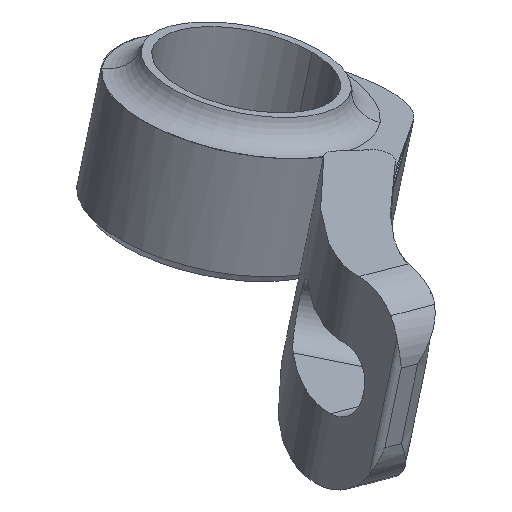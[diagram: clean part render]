
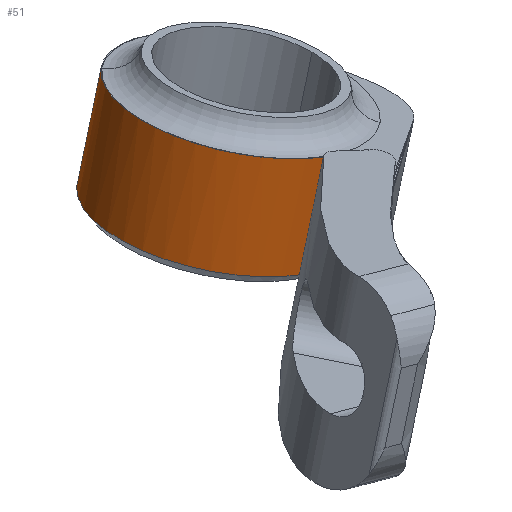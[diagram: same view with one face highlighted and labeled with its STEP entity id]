
A CAD part, isometric view. The second image highlights one B-rep face of the part: STEP entity #51.
In plain terms, the highlighted cylindrical face has radius 4 mm (diameter 8 mm), a partial arc.
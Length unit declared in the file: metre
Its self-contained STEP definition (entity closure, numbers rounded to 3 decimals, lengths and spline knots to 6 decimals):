
#51=ADVANCED_FACE('0:417',(#90),#91,.T.);
#90=FACE_OUTER_BOUND('',#170,.T.);
#91=CYLINDRICAL_SURFACE('',#171,0.004);
#170=EDGE_LOOP('',(#369,#370,#371,#372,#373));
#171=AXIS2_PLACEMENT_3D('',#374,#375,#376);
#369=ORIENTED_EDGE('',*,*,#666,.F.);
#370=ORIENTED_EDGE('',*,*,#667,.T.);
#371=ORIENTED_EDGE('',*,*,#668,.T.);
#372=ORIENTED_EDGE('',*,*,#669,.F.);
#373=ORIENTED_EDGE('',*,*,#670,.F.);
#374=CARTESIAN_POINT('',(0.01058,0.012119,0.000456));
#375=DIRECTION('',(-0.259,0.,-0.966));
#376=DIRECTION('',(-0.627,0.761,0.168));
#666=EDGE_CURVE('',#769,#770,#771,.T.);
#667=EDGE_CURVE('0:1533',#769,#772,#773,.T.);
#668=EDGE_CURVE('0:1533',#772,#774,#775,.T.);
#669=EDGE_CURVE('0:1479',#776,#774,#777,.T.);
#670=EDGE_CURVE('0:1581',#770,#776,#778,.T.);
#769=VERTEX_POINT('',#941);
#770=VERTEX_POINT('',#942);
#771=LINE('',#943,#944);
#772=VERTEX_POINT('',#945);
#773=CIRCLE('',#946,0.004);
#774=VERTEX_POINT('',#947);
#775=CIRCLE('',#948,0.004);
#776=VERTEX_POINT('',#949);
#777=LINE('',#950,#951);
#778=CIRCLE('',#952,0.004);
#941=CARTESIAN_POINT('',(0.007114,0.015161,-0.002446));
#942=CARTESIAN_POINT('',(0.008072,0.015161,0.001128));
#943=CARTESIAN_POINT('',(0.008072,0.015161,0.001128));
#944=VECTOR('',#1425,1.0);
#945=CARTESIAN_POINT('',(0.006996,0.015052,-0.002414));
#946=AXIS2_PLACEMENT_3D('',#1426,#1427,#1428);
#947=CARTESIAN_POINT('',(0.009019,0.008168,-0.002956));
#948=AXIS2_PLACEMENT_3D('',#1429,#1430,#1431);
#949=CARTESIAN_POINT('',(0.009977,0.008168,0.000617));
#950=CARTESIAN_POINT('',(0.009977,0.008168,0.000617));
#951=VECTOR('',#1432,0.01);
#952=AXIS2_PLACEMENT_3D('',#1433,#1434,#1435);
#1425=DIRECTION('',(0.259,0.,0.966));
#1426=CARTESIAN_POINT('',(0.009622,0.012119,-0.003118));
#1427=DIRECTION('',(0.259,0.,0.966));
#1428=DIRECTION('',(-0.74,-0.643,0.198));
#1429=CARTESIAN_POINT('',(0.009622,0.012119,-0.003118));
#1430=DIRECTION('',(0.259,0.,0.966));
#1431=DIRECTION('',(-0.74,-0.643,0.198));
#1432=DIRECTION('',(-0.259,0.,-0.966));
#1433=CARTESIAN_POINT('',(0.01058,0.012119,0.000456));
#1434=DIRECTION('',(0.259,0.,0.966));
#1435=DIRECTION('',(-0.74,-0.643,0.198));
